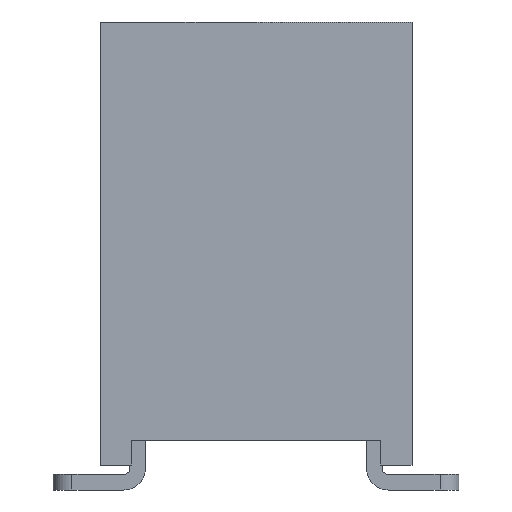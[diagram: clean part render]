
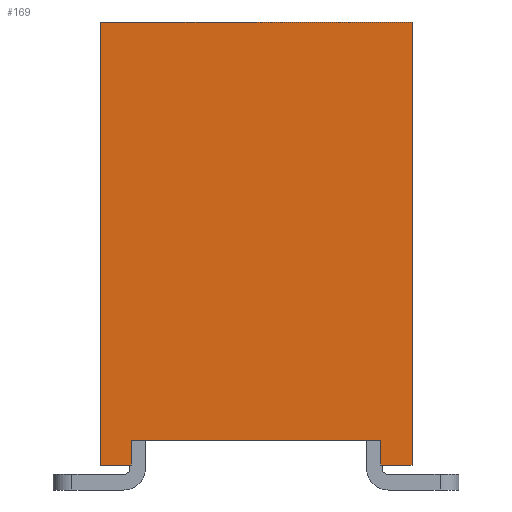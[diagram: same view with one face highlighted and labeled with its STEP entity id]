
A CAD part, front view. The second image highlights one B-rep face of the part: STEP entity #169.
In plain terms, the highlighted planar face has unit normal (0, -1, 0).
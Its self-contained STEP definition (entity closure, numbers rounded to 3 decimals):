
#169=ADVANCED_FACE('',(#1019),#1020,.T.);
#1019=FACE_OUTER_BOUND('',#2710,.T.);
#1020=PLANE('',#2711);
#2710=EDGE_LOOP('',(#4481,#4482,#4483,#4484,#4485,#4486,#4487,#4488));
#2711=AXIS2_PLACEMENT_3D('',#4489,#4490,#4491);
#4481=ORIENTED_EDGE('',*,*,#11744,.T.);
#4482=ORIENTED_EDGE('',*,*,#11760,.T.);
#4483=ORIENTED_EDGE('',*,*,#11761,.F.);
#4484=ORIENTED_EDGE('',*,*,#11741,.F.);
#4485=ORIENTED_EDGE('',*,*,#11762,.F.);
#4486=ORIENTED_EDGE('',*,*,#11763,.T.);
#4487=ORIENTED_EDGE('',*,*,#11764,.F.);
#4488=ORIENTED_EDGE('',*,*,#11695,.F.);
#4489=CARTESIAN_POINT('',(3.77,-10.26,0.0));
#4490=DIRECTION('',(0.0,-1.0,0.0));
#4491=DIRECTION('',(0.0,0.0,-1.0));
#11695=EDGE_CURVE('',#14108,#14111,#14112,.T.);
#11741=EDGE_CURVE('',#14201,#14156,#14203,.T.);
#11744=EDGE_CURVE('',#14108,#14206,#14208,.T.);
#11760=EDGE_CURVE('',#14206,#14234,#14235,.T.);
#11761=EDGE_CURVE('',#14156,#14234,#14236,.T.);
#11762=EDGE_CURVE('',#14237,#14201,#14238,.T.);
#11763=EDGE_CURVE('',#14237,#14239,#14240,.T.);
#11764=EDGE_CURVE('',#14111,#14239,#14241,.T.);
#14108=VERTEX_POINT('',#18068);
#14111=VERTEX_POINT('',#18072);
#14112=LINE('',#18073,#18074);
#14156=VERTEX_POINT('',#18140);
#14201=VERTEX_POINT('',#18207);
#14203=LINE('',#18210,#18211);
#14206=VERTEX_POINT('',#18215);
#14208=LINE('',#18218,#18219);
#14234=VERTEX_POINT('',#18260);
#14235=LINE('',#18261,#18262);
#14236=LINE('',#18263,#18264);
#14237=VERTEX_POINT('',#18265);
#14238=LINE('',#18266,#18267);
#14239=VERTEX_POINT('',#18268);
#14240=LINE('',#18269,#18270);
#14241=LINE('',#18271,#18272);
#18068=CARTESIAN_POINT('',(-0.73,-10.26,-7.1));
#18072=CARTESIAN_POINT('',(-1.23,-10.26,-7.1));
#18073=CARTESIAN_POINT('',(-0.73,-10.26,-7.1));
#18074=VECTOR('',#23853,0.5);
#18140=CARTESIAN_POINT('',(3.27,-10.26,-7.1));
#18207=CARTESIAN_POINT('',(3.77,-10.26,-7.1));
#18210=CARTESIAN_POINT('',(3.77,-10.26,-7.1));
#18211=VECTOR('',#23899,0.5);
#18215=CARTESIAN_POINT('',(-0.73,-10.26,-6.7));
#18218=CARTESIAN_POINT('',(-0.73,-10.26,-7.1));
#18219=VECTOR('',#23902,0.4);
#18260=CARTESIAN_POINT('',(3.27,-10.26,-6.7));
#18261=CARTESIAN_POINT('',(-0.73,-10.26,-6.7));
#18262=VECTOR('',#23918,4.0);
#18263=CARTESIAN_POINT('',(3.27,-10.26,-7.1));
#18264=VECTOR('',#23919,0.4);
#18265=CARTESIAN_POINT('',(3.77,-10.26,0.0));
#18266=CARTESIAN_POINT('',(3.77,-10.26,0.0));
#18267=VECTOR('',#23920,7.1);
#18268=CARTESIAN_POINT('',(-1.23,-10.26,0.0));
#18269=CARTESIAN_POINT('',(3.77,-10.26,0.0));
#18270=VECTOR('',#23921,5.0);
#18271=CARTESIAN_POINT('',(-1.23,-10.26,-7.1));
#18272=VECTOR('',#23922,7.1);
#23853=DIRECTION('',(-1.0,0.0,0.0));
#23899=DIRECTION('',(-1.0,0.0,0.0));
#23902=DIRECTION('',(0.0,0.0,1.0));
#23918=DIRECTION('',(1.0,0.0,0.0));
#23919=DIRECTION('',(0.0,0.0,1.0));
#23920=DIRECTION('',(0.0,0.0,-1.0));
#23921=DIRECTION('',(-1.0,0.0,0.0));
#23922=DIRECTION('',(0.0,0.0,1.0));
